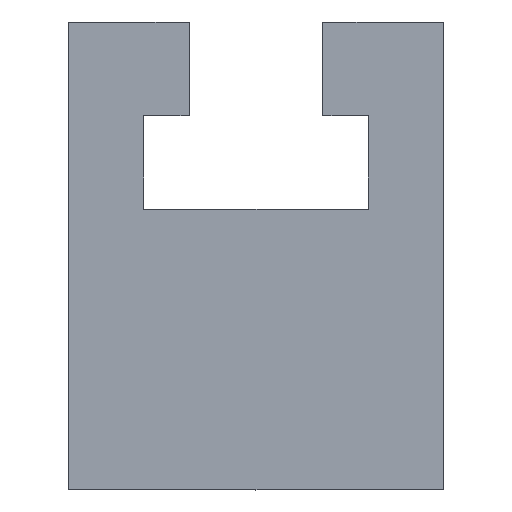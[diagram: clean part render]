
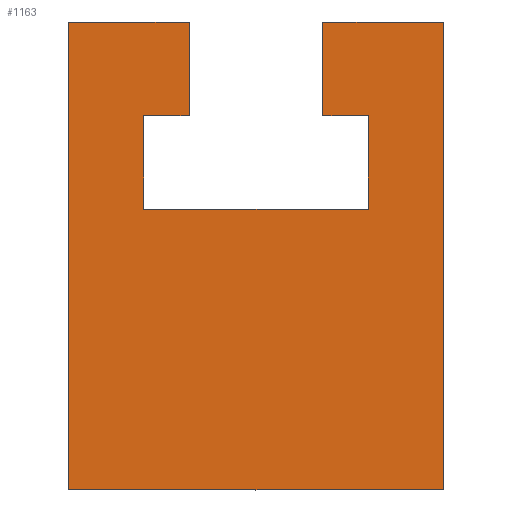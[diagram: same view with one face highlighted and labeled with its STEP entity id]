
A CAD part, left-side view. The second image highlights one B-rep face of the part: STEP entity #1163.
In plain terms, the highlighted planar face has unit normal (-1, 0, 0).
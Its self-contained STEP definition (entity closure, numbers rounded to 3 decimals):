
#563=VERTEX_POINT('',#1522);
#585=EDGE_CURVE('',#1055,#973,#1550,.T.);
#595=VERTEX_POINT('',#1561);
#629=VERTEX_POINT('',#1596);
#651=VERTEX_POINT('',#1618);
#653=EDGE_CURVE('',#893,#1315,#1620,.T.);
#675=EDGE_CURVE('',#629,#1261,#1647,.T.);
#701=EDGE_CURVE('',#651,#991,#1674,.T.);
#893=VERTEX_POINT('',#1885);
#897=EDGE_CURVE('',#973,#595,#1889,.T.);
#909=EDGE_CURVE('',#963,#629,#1902,.T.);
#945=EDGE_CURVE('',#1261,#651,#1949,.T.);
#963=VERTEX_POINT('',#1969);
#973=VERTEX_POINT('',#1980);
#991=VERTEX_POINT('',#2001);
#1021=VERTEX_POINT('',#2034);
#1055=VERTEX_POINT('',#2068);
#1065=EDGE_CURVE('',#1021,#1055,#2078,.T.);
#1163=ADVANCED_FACE('',(#2186),#2187,.F.);
#1189=EDGE_CURVE('',#1315,#963,#2215,.T.);
#1261=VERTEX_POINT('',#2293);
#1315=VERTEX_POINT('',#2352);
#1377=EDGE_CURVE('',#595,#563,#2432,.T.);
#1401=EDGE_CURVE('',#563,#893,#2458,.T.);
#1417=EDGE_CURVE('',#991,#1021,#2476,.T.);
#1522=CARTESIAN_POINT('',(-150.0,-7.15,40.));
#1550=LINE('',#2635,#2636);
#1561=CARTESIAN_POINT('',(-150.0,-12.,40.));
#1596=CARTESIAN_POINT('',(-150.0,20.,0.));
#1618=CARTESIAN_POINT('',(-150.0,7.15,50.0));
#1620=LINE('',#2737,#2738);
#1647=LINE('',#2777,#2778);
#1674=LINE('',#2818,#2819);
#1885=CARTESIAN_POINT('',(-150.0,-7.15,50.));
#1889=LINE('',#3101,#3102);
#1902=LINE('',#3122,#3123);
#1949=LINE('',#3183,#3184);
#1969=CARTESIAN_POINT('',(-150.0,-20.,0.));
#1980=CARTESIAN_POINT('',(-150.0,-12.,30.));
#2001=CARTESIAN_POINT('',(-150.0,7.15,40.));
#2034=CARTESIAN_POINT('',(-150.0,12.,40.));
#2068=CARTESIAN_POINT('',(-150.0,12.,30.));
#2078=LINE('',#3357,#3358);
#2186=FACE_OUTER_BOUND('',#3504,.T.);
#2187=PLANE('',#3505);
#2215=LINE('',#3546,#3547);
#2293=CARTESIAN_POINT('',(-150.0,20.,50.0));
#2352=CARTESIAN_POINT('',(-150.0,-20.,50.));
#2432=LINE('',#3822,#3823);
#2458=LINE('',#3857,#3858);
#2476=LINE('',#3880,#3881);
#2635=CARTESIAN_POINT('',(-150.0,12.,30.));
#2636=VECTOR('',#4056,1.0);
#2737=CARTESIAN_POINT('',(-150.0,-7.15,50.));
#2738=VECTOR('',#4103,1.0);
#2777=CARTESIAN_POINT('',(-150.0,20.,0.));
#2778=VECTOR('',#4136,1.0);
#2818=CARTESIAN_POINT('',(-150.0,7.15,50.0));
#2819=VECTOR('',#4156,1.0);
#3101=CARTESIAN_POINT('',(-150.0,-12.,30.));
#3102=VECTOR('',#4392,1.0);
#3122=CARTESIAN_POINT('',(-150.0,-20.,0.));
#3123=VECTOR('',#4409,1.0);
#3183=CARTESIAN_POINT('',(-150.0,20.,50.0));
#3184=VECTOR('',#4470,1.0);
#3357=CARTESIAN_POINT('',(-150.0,12.,40.));
#3358=VECTOR('',#4589,1.0);
#3504=EDGE_LOOP('',(#4712,#4713,#4714,#4715,#4716,#4717,#4718,#4719,#4720,#4721,#4722,#4723));
#3505=AXIS2_PLACEMENT_3D('',#4724,#4725,#4726);
#3546=CARTESIAN_POINT('',(-150.0,-20.,50.));
#3547=VECTOR('',#4749,1.0);
#3822=CARTESIAN_POINT('',(-150.0,-12.,40.));
#3823=VECTOR('',#5044,1.0);
#3857=CARTESIAN_POINT('',(-150.0,-7.15,40.));
#3858=VECTOR('',#5067,1.0);
#3880=CARTESIAN_POINT('',(-150.0,7.15,40.));
#3881=VECTOR('',#5104,1.0);
#4056=DIRECTION('',(0.0,-1.0,0.0));
#4103=DIRECTION('',(0.0,-1.0,0.0));
#4136=DIRECTION('',(0.0,0.0,1.0));
#4156=DIRECTION('',(0.0,0.0,-1.0));
#4392=DIRECTION('',(0.0,0.0,1.0));
#4409=DIRECTION('',(0.0,1.0,0.0));
#4470=DIRECTION('',(0.0,-1.0,0.0));
#4589=DIRECTION('',(0.0,0.0,-1.0));
#4712=ORIENTED_EDGE('',*,*,#675,.F.);
#4713=ORIENTED_EDGE('',*,*,#909,.F.);
#4714=ORIENTED_EDGE('',*,*,#1189,.F.);
#4715=ORIENTED_EDGE('',*,*,#653,.F.);
#4716=ORIENTED_EDGE('',*,*,#1401,.F.);
#4717=ORIENTED_EDGE('',*,*,#1377,.F.);
#4718=ORIENTED_EDGE('',*,*,#897,.F.);
#4719=ORIENTED_EDGE('',*,*,#585,.F.);
#4720=ORIENTED_EDGE('',*,*,#1065,.F.);
#4721=ORIENTED_EDGE('',*,*,#1417,.F.);
#4722=ORIENTED_EDGE('',*,*,#701,.F.);
#4723=ORIENTED_EDGE('',*,*,#945,.F.);
#4724=CARTESIAN_POINT('',(-150.0,0.,27.122));
#4725=DIRECTION('',(1.0,0.0,0.0));
#4726=DIRECTION('',(0.0,1.0,0.0));
#4749=DIRECTION('',(0.0,0.0,-1.0));
#5044=DIRECTION('',(0.0,1.0,0.0));
#5067=DIRECTION('',(0.0,0.0,1.0));
#5104=DIRECTION('',(0.0,1.0,0.0));
